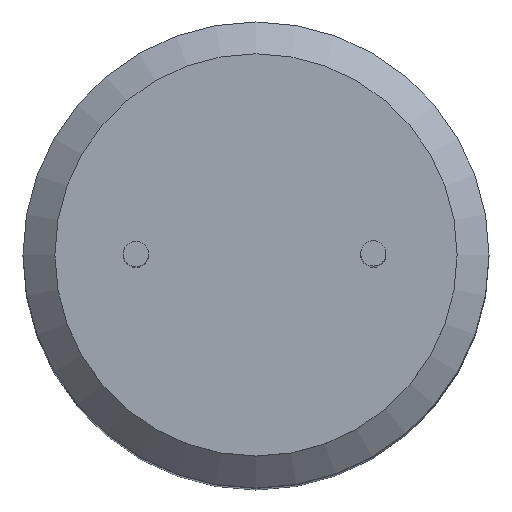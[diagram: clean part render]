
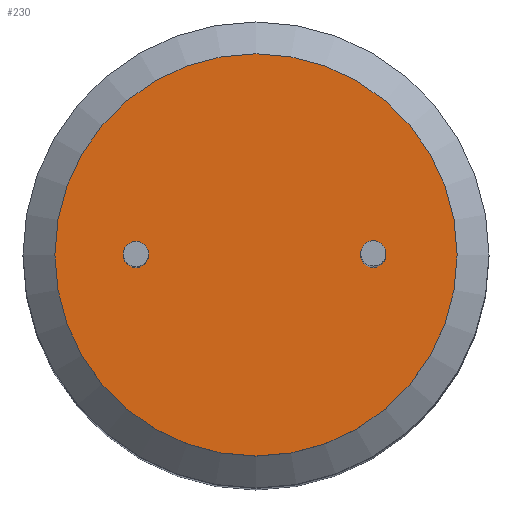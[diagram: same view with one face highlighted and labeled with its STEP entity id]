
A CAD part, top view. The second image highlights one B-rep face of the part: STEP entity #230.
In plain terms, the highlighted planar face has unit normal (0, 0, 1).
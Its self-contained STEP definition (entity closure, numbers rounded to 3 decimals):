
#21=PLANE('',#266);
#28=FACE_OUTER_BOUND('',#44,.T.);
#44=EDGE_LOOP('',(#161,#162));
#79=CIRCLE('',#262,6.356);
#80=CIRCLE('',#263,6.356);
#101=VERTEX_POINT('',#389);
#102=VERTEX_POINT('',#390);
#123=EDGE_CURVE('',#101,#102,#79,.T.);
#124=EDGE_CURVE('',#102,#101,#80,.T.);
#161=ORIENTED_EDGE('',*,*,#123,.T.);
#162=ORIENTED_EDGE('',*,*,#124,.T.);
#230=ADVANCED_FACE('',(#28),#21,.F.);
#262=AXIS2_PLACEMENT_3D('',#391,#303,#304);
#263=AXIS2_PLACEMENT_3D('',#392,#305,#306);
#266=AXIS2_PLACEMENT_3D('',#398,#312,#313);
#303=DIRECTION('center_axis',(0.,0.,1.));
#304=DIRECTION('ref_axis',(1.,0.,0.));
#305=DIRECTION('center_axis',(0.,0.,1.));
#306=DIRECTION('ref_axis',(1.,0.,0.));
#312=DIRECTION('center_axis',(0.,0.,-1.));
#313=DIRECTION('ref_axis',(-1.,0.,0.));
#389=CARTESIAN_POINT('',(47.808,0.,-79.009));
#390=CARTESIAN_POINT('',(35.096,0.,-79.009));
#391=CARTESIAN_POINT('Origin',(41.452,0.,-79.009));
#392=CARTESIAN_POINT('Origin',(41.452,0.,-79.009));
#398=CARTESIAN_POINT('Origin',(41.452,0.,-79.009));
